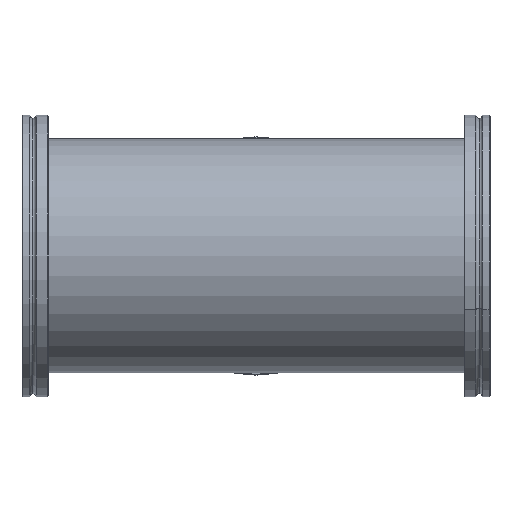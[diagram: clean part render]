
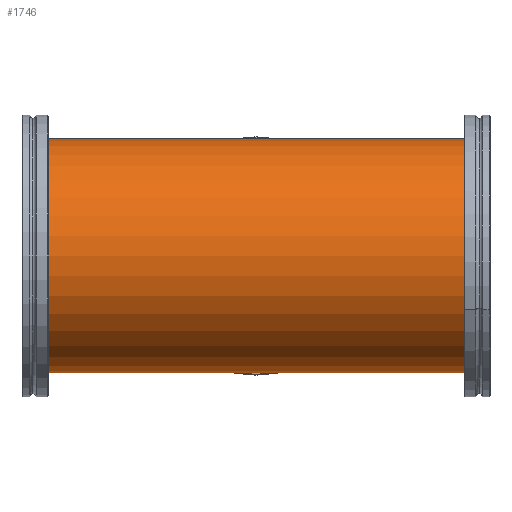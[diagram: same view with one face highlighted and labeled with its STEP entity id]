
A CAD part, front view. The second image highlights one B-rep face of the part: STEP entity #1746.
In plain terms, the highlighted cylindrical face has radius 54 mm (diameter 108 mm), a partial arc.
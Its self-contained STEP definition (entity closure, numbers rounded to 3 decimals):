
#192 = CARTESIAN_POINT ( 'NONE',  ( 101.5, 0., 54. ) ) ;
#216 = DIRECTION ( 'NONE',  ( 1., 0., 0. ) ) ;
#242 = CARTESIAN_POINT ( 'NONE',  ( -101.5, 0., -54. ) ) ;
#272 = AXIS2_PLACEMENT_3D ( 'NONE', #1366, #764, #779 ) ;
#308 = ORIENTED_EDGE ( 'NONE', *, *, #2023, .T. ) ;
#388 = VECTOR ( 'NONE', #619, 1000. ) ;
#396 = CARTESIAN_POINT ( 'NONE',  ( -101.5, 0., -54. ) ) ;
#442 = EDGE_CURVE ( 'NONE', #1415, #1597, #878, .T. ) ;
#545 = DIRECTION ( 'NONE',  ( 0., 0., -1. ) ) ;
#547 = VERTEX_POINT ( 'NONE', #933 ) ;
#550 = CARTESIAN_POINT ( 'NONE',  ( -101.5, 0., 54. ) ) ;
#619 = DIRECTION ( 'NONE',  ( 1., 0., 0. ) ) ;
#764 = DIRECTION ( 'NONE',  ( 1., 0., 0. ) ) ;
#779 = DIRECTION ( 'NONE',  ( 0., 0., -1. ) ) ;
#840 = LINE ( 'NONE', #242, #1809 ) ;
#878 = LINE ( 'NONE', #550, #388 ) ;
#933 = CARTESIAN_POINT ( 'NONE',  ( 101.5, 0., -54. ) ) ;
#995 = DIRECTION ( 'NONE',  ( 1., 0., 0. ) ) ;
#1040 = AXIS2_PLACEMENT_3D ( 'NONE', #1424, #216, #1589 ) ;
#1056 = CIRCLE ( 'NONE', #1040, 54. ) ;
#1253 = ORIENTED_EDGE ( 'NONE', *, *, #2214, .F. ) ;
#1366 = CARTESIAN_POINT ( 'NONE',  ( -101.5, 0., 0. ) ) ;
#1415 = VERTEX_POINT ( 'NONE', #1959 ) ;
#1424 = CARTESIAN_POINT ( 'NONE',  ( 101.5, 0., 0. ) ) ;
#1561 = CIRCLE ( 'NONE', #272, 54. ) ;
#1589 = DIRECTION ( 'NONE',  ( 0., 0., -1. ) ) ;
#1597 = VERTEX_POINT ( 'NONE', #192 ) ;
#1603 = CYLINDRICAL_SURFACE ( 'NONE', #2165, 54. ) ;
#1679 = CARTESIAN_POINT ( 'NONE',  ( -101.5, 0., 0. ) ) ;
#1686 = DIRECTION ( 'NONE',  ( 1., 0., 0. ) ) ;
#1746 = ADVANCED_FACE ( 'NONE', ( #2238 ), #1603, .T. ) ;
#1796 = ORIENTED_EDGE ( 'NONE', *, *, #442, .F. ) ;
#1809 = VECTOR ( 'NONE', #995, 1000. ) ;
#1860 = EDGE_CURVE ( 'NONE', #1415, #2077, #1561, .T. ) ;
#1920 = ORIENTED_EDGE ( 'NONE', *, *, #1860, .T. ) ;
#1959 = CARTESIAN_POINT ( 'NONE',  ( -101.5, 0., 54. ) ) ;
#2023 = EDGE_CURVE ( 'NONE', #2077, #547, #840, .T. ) ;
#2077 = VERTEX_POINT ( 'NONE', #396 ) ;
#2165 = AXIS2_PLACEMENT_3D ( 'NONE', #1679, #1686, #545 ) ;
#2214 = EDGE_CURVE ( 'NONE', #1597, #547, #1056, .T. ) ;
#2238 = FACE_OUTER_BOUND ( 'NONE', #2288, .T. ) ;
#2288 = EDGE_LOOP ( 'NONE', ( #1796, #1920, #308, #1253 ) ) ;
